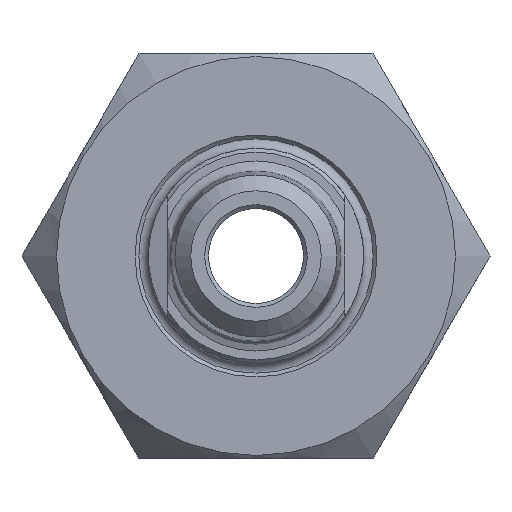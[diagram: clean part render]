
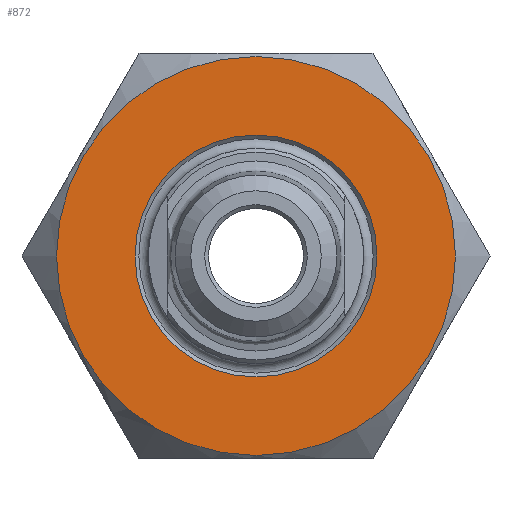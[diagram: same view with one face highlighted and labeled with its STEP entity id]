
A CAD part, left-side view. The second image highlights one B-rep face of the part: STEP entity #872.
In plain terms, the highlighted planar face has unit normal (-1, 0, 0).
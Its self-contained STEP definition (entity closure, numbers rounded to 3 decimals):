
#50=FACE_BOUND('',#150,.T.);
#67=PLANE('',#1010);
#94=FACE_OUTER_BOUND('',#149,.T.);
#149=EDGE_LOOP('',(#634));
#150=EDGE_LOOP('',(#635));
#302=CIRCLE('',#991,15.75);
#309=CIRCLE('',#1005,9.55);
#381=VERTEX_POINT('',#1473);
#387=VERTEX_POINT('',#1499);
#468=EDGE_CURVE('',#381,#381,#302,.T.);
#480=EDGE_CURVE('',#387,#387,#309,.T.);
#634=ORIENTED_EDGE('',*,*,#468,.T.);
#635=ORIENTED_EDGE('',*,*,#480,.F.);
#872=ADVANCED_FACE('',(#94,#50),#67,.T.);
#991=AXIS2_PLACEMENT_3D('',#1475,#1128,#1129);
#1005=AXIS2_PLACEMENT_3D('',#1500,#1161,#1162);
#1010=AXIS2_PLACEMENT_3D('',#1510,#1173,#1174);
#1128=DIRECTION('center_axis',(-1.,0.,0.));
#1129=DIRECTION('ref_axis',(0.,1.,0.));
#1161=DIRECTION('center_axis',(-1.,0.,0.));
#1162=DIRECTION('ref_axis',(0.,0.,-1.));
#1173=DIRECTION('center_axis',(-1.,0.,0.));
#1174=DIRECTION('ref_axis',(0.,0.,1.));
#1473=CARTESIAN_POINT('',(-13.5,-15.75,0.));
#1475=CARTESIAN_POINT('Origin',(-13.5,0.,0.));
#1499=CARTESIAN_POINT('',(-13.5,0.,9.55));
#1500=CARTESIAN_POINT('Origin',(-13.5,0.,0.));
#1510=CARTESIAN_POINT('Origin',(-13.5,0.,0.));
